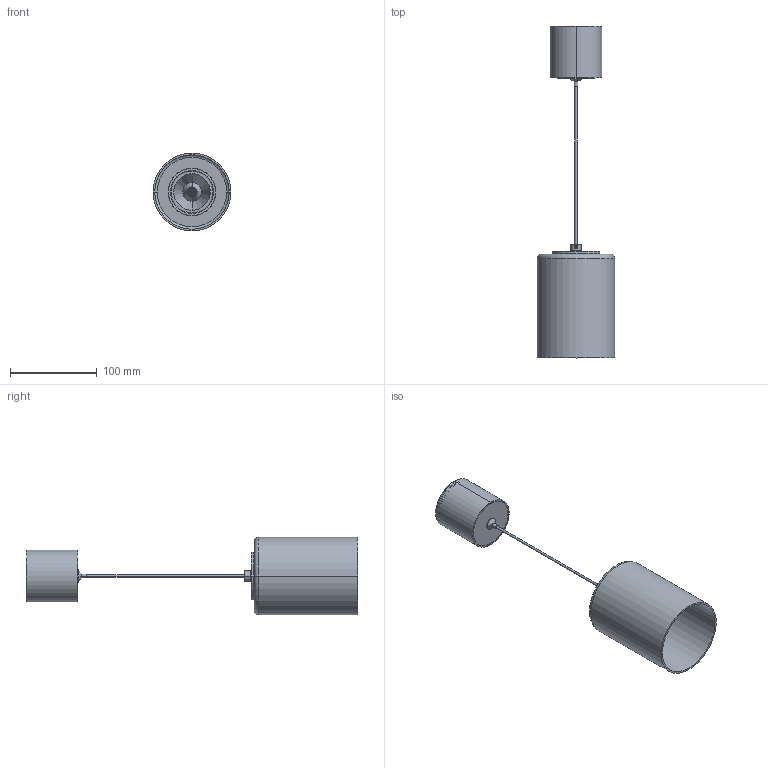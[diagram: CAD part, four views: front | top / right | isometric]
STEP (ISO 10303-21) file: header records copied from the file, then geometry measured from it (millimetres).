
FILE_DESCRIPTION (( 'STEP AP203' ), '1' );
FILE_NAME ('PE-P2-SU0602.STEP', '2022-12-21T07:43:11', ( 'ylmfeng' ), ( 'ylmfeng.com' ), 'SwSTEP 2.0', 'SolidWorks 2018', '' );
FILE_SCHEMA (( 'CONFIG_CONTROL_DESIGN' ));
Length unit declared in the file: millimetre
Products named in the file (20): 无头内六角螺丝带胶头 M4X5; PE-P2-SU0602; 光源支架：LL01CRWF15H2; F6-0701-柲階腑芠  1B000360; 206-H1-產薛腑欶; F6-0701-柲階攫  1B000361; 206-H2翋腑极; 裂盄郪-M10挴; 37x10x15MM-EVA邧醱蝶 1D000456-RB; 0.3mm2晤眽盄(OD2.52); M10囀喘貌侗; 206-H1-腑极; 光源：LEDTEEN 1202; 206-H1-嘐盄翐; LL01CR-DAH15L06; 驱动：CS-8-150 MB; 206-H1-綴裔; 埴芛坋趼蹟佪M3X6; 48.5X44.5X1.0寡蝶菜え; M10x4蹟譫
Assembly tree (22 placements, depth 3):
  PE-P2-SU0602
    F6-0701-柲階腑芠  1B000360
    裂盄郪-M10挴
    M10囀喘貌侗
    M10x4蹟譫
    驱动：CS-8-150 MB
    37x10x15MM-EVA邧醱蝶 1D000456-RB  x2
    F6-0701-柲階攫  1B000361
    0.3mm2晤眽盄(OD2.52)
    206-H2翋腑极
      206-H1-產薛腑欶
      206-H1-綴裔
      206-H1-腑极
      206-H1-嘐盄翐
      无头内六角螺丝带胶头 M4X5
      埴芛坋趼蹟佪M3X6  x2
      48.5X44.5X1.0寡蝶菜え  x2
      光源：LEDTEEN 1202
      光源支架：LL01CRWF15H2
      LL01CR-DAH15L06
Bounding box: 90 x 383.5 x 90 mm (x, y, z)
Volume: 205684.5 mm3; surface area: 158028.4 mm2
Topology: 21 solids, 21 shells, 1236 faces, 3199 edges, 2067 vertices
Faces by surface type: plane 503, cylinder 282, bspline 274, cone 152, torus 21, sphere 4
Entity records: 49159 total; most frequent: CARTESIAN_POINT 19618, ORIENTED_EDGE 6228, DIRECTION 4901, EDGE_CURVE 3114, VERTEX_POINT 2017, AXIS2_PLACEMENT_3D 1750, LINE 1401, VECTOR 1401
